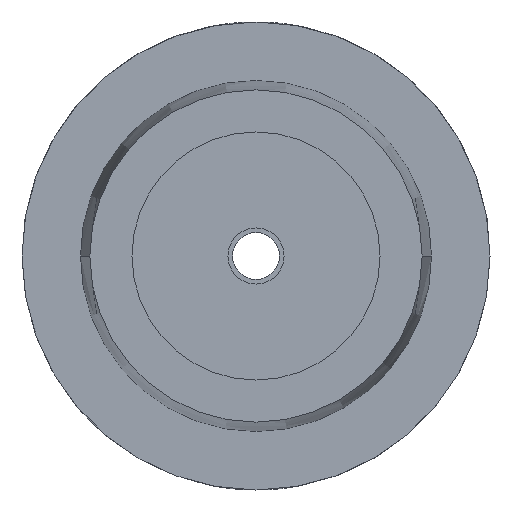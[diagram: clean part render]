
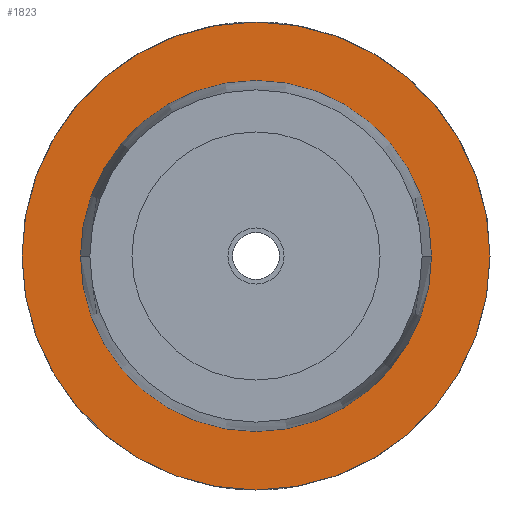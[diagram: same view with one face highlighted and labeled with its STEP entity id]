
A CAD part, left-side view. The second image highlights one B-rep face of the part: STEP entity #1823.
In plain terms, the highlighted planar face has unit normal (-1, 0, 0).
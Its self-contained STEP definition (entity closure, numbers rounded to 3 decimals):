
#405=CARTESIAN_POINT('',(0.,0.,0.));
#406=DIRECTION('',(1.,0.,0.));
#407=DIRECTION('',(0.,1.,0.));
#408=AXIS2_PLACEMENT_3D('',#405,#406,#407);
#427=CARTESIAN_POINT('',(0.,0.,0.));
#428=DIRECTION('',(-1.,0.,0.));
#429=DIRECTION('',(0.,1.,0.));
#430=AXIS2_PLACEMENT_3D('',#427,#428,#429);
#435=CARTESIAN_POINT('',(0.,0.,0.));
#436=DIRECTION('',(1.,0.,0.));
#437=DIRECTION('',(0.,1.,0.));
#438=AXIS2_PLACEMENT_3D('',#435,#436,#437);
#443=CARTESIAN_POINT('',(0.,0.,0.));
#444=DIRECTION('',(-1.,0.,0.));
#445=DIRECTION('',(0.,1.,0.));
#446=AXIS2_PLACEMENT_3D('',#443,#444,#445);
#1238=CARTESIAN_POINT('',(0.,50.,0.));
#1240=VERTEX_POINT('',#1238);
#1241=CARTESIAN_POINT('',(0.,37.507,0.));
#1243=VERTEX_POINT('',#1241);
#1246=CARTESIAN_POINT('',(0.,-50.,0.));
#1248=VERTEX_POINT('',#1246);
#1249=CARTESIAN_POINT('',(0.,-37.507,0.));
#1251=VERTEX_POINT('',#1249);
#1808=CARTESIAN_POINT('',(0.,0.,0.));
#1809=DIRECTION('',(1.,0.,0.));
#1810=DIRECTION('',(0.,-1.,0.));
#1811=AXIS2_PLACEMENT_3D('',#1808,#1809,#1810);
#1812=PLANE('',#1811);
#1814=ORIENTED_EDGE('',*,*,#1813,.T.);
#1816=ORIENTED_EDGE('',*,*,#1815,.F.);
#1817=EDGE_LOOP('',(#1814,#1816));
#1818=FACE_OUTER_BOUND('',#1817,.F.);
#1819=ORIENTED_EDGE('',*,*,#1803,.T.);
#1820=ORIENTED_EDGE('',*,*,#1787,.F.);
#1821=EDGE_LOOP('',(#1819,#1820));
#1822=FACE_BOUND('',#1821,.F.);
#409=CIRCLE('',#408,37.507);
#431=CIRCLE('',#430,37.507);
#439=CIRCLE('',#438,50.);
#447=CIRCLE('',#446,50.);
#1787=EDGE_CURVE('',#1243,#1251,#409,.T.);
#1803=EDGE_CURVE('',#1243,#1251,#431,.T.);
#1813=EDGE_CURVE('',#1240,#1248,#439,.T.);
#1815=EDGE_CURVE('',#1240,#1248,#447,.T.);
#1823=ADVANCED_FACE('',(#1818,#1822),#1812,.F.);
